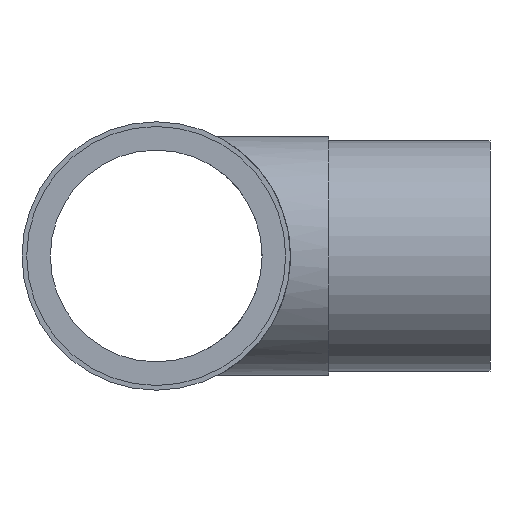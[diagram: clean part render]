
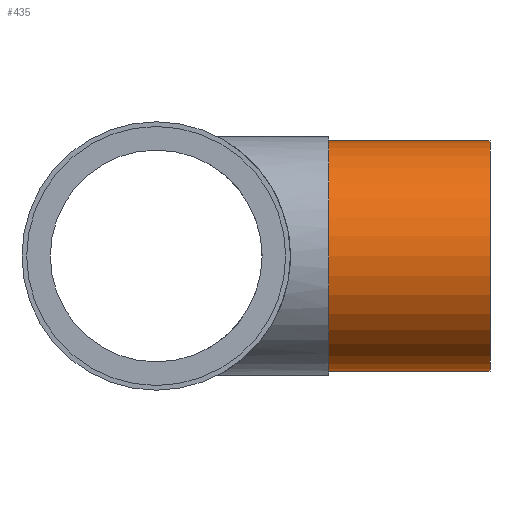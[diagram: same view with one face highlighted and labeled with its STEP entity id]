
A CAD part, front view. The second image highlights one B-rep face of the part: STEP entity #435.
In plain terms, the highlighted cylindrical face has radius 80 mm (diameter 160 mm), a full revolution.
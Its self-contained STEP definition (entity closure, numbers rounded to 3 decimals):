
#394=CARTESIAN_POINT('',(120.,80.,0.));
#395=VERTEX_POINT('',#394);
#396=CARTESIAN_POINT('',(120.,0.,0.));
#397=DIRECTION('',(1.,0.,0.));
#398=DIRECTION('',(0.,1.,0.));
#399=AXIS2_PLACEMENT_3D('',#396,#397,#398);
#400=CIRCLE('',#399,80.);
#401=EDGE_CURVE('',#395,#395,#400,.T.);
#411=CARTESIAN_POINT('',(232.,80.,0.));
#412=VERTEX_POINT('',#411);
#413=CARTESIAN_POINT('',(232.,0.,0.));
#414=DIRECTION('',(1.,0.,0.));
#415=DIRECTION('',(0.,1.,0.));
#416=AXIS2_PLACEMENT_3D('',#413,#414,#415);
#417=CIRCLE('',#416,80.);
#418=EDGE_CURVE('',#412,#412,#417,.T.);
#419=ORIENTED_EDGE('',*,*,#418,.F.);
#420=CARTESIAN_POINT('',(176.,80.,0.));
#421=DIRECTION('',(1.,0.,0.));
#422=VECTOR('',#421,80.);
#423=LINE('',#420,#422);
#424=EDGE_CURVE('',#395,#412,#423,.T.);
#425=ORIENTED_EDGE('',*,*,#424,.F.);
#426=ORIENTED_EDGE('',*,*,#401,.T.);
#427=ORIENTED_EDGE('',*,*,#424,.T.);
#428=EDGE_LOOP('',(#419,#425,#426,#427));
#429=FACE_OUTER_BOUND('',#428,.T.);
#430=CARTESIAN_POINT('',(176.,0.,0.));
#431=DIRECTION('',(1.,0.,0.));
#432=DIRECTION('',(0.,1.,0.));
#433=AXIS2_PLACEMENT_3D('',#430,#431,#432);
#434=CYLINDRICAL_SURFACE('',#433,80.);
#435=ADVANCED_FACE('',(#429),#434,.T.);
